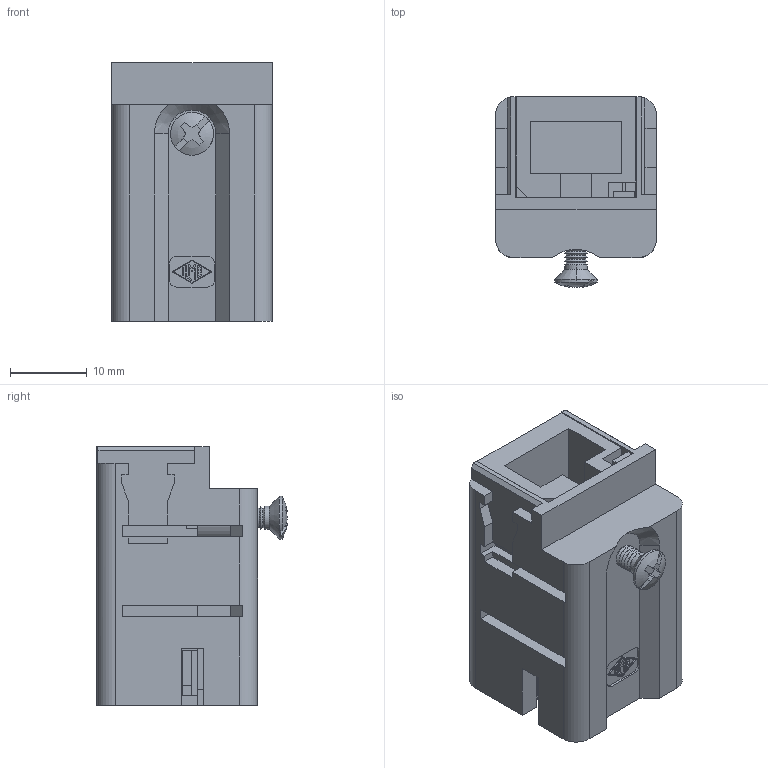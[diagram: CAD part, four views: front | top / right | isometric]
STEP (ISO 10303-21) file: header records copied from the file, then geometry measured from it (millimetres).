
FILE_DESCRIPTION(('Creo Elements/Direct Modeling STEP Export'),'2;1');
FILE_NAME('0lndrp341156r334048','2016-02-02T10:27:24',(''),(''),'PTC Creo Elements/Direct Modeling STEP processor for AP214 (Solid Model)','PTC Creo Elements/Direct Modeling 19.0B 21-Mar-2015 (C) Parametric Technology GmbH','');
FILE_SCHEMA(('AUTOMOTIVE_DESIGN { 1 0 10303 214 1 1 1 1 }'));
Length unit declared in the file: millimetre
Products named in the file (2): CJK_8FT
Assembly tree (1 placements, depth 2):
  CJK_8FT
    CJK_8FT
Bounding box: 21 x 24.89 x 33.8 mm (x, y, z)
Volume: 8780.4 mm3; surface area: 8069.5 mm2
Topology: 1 solids, 1 shells, 262 faces, 754 edges, 490 vertices
Faces by surface type: plane 202, cylinder 33, cone 25, sphere 2
Entity records: 8297 total; most frequent: CARTESIAN_POINT 1535, ORIENTED_EDGE 1508, DIRECTION 1280, EDGE_CURVE 754, VECTOR 604, LINE 604, VERTEX_POINT 490, AXIS2_PLACEMENT_3D 338
